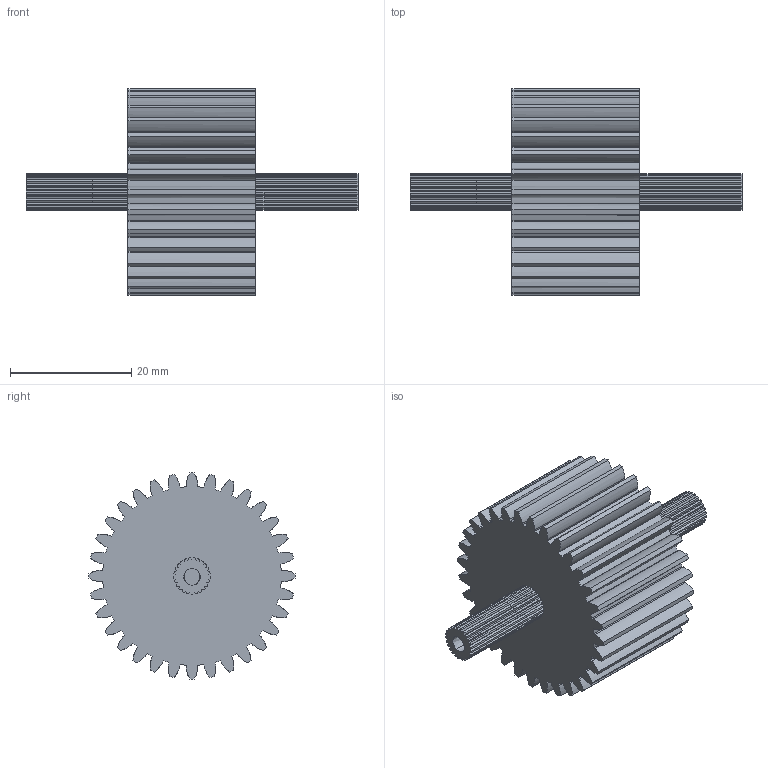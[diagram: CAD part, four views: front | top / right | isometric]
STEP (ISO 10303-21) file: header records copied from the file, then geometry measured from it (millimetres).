
FILE_DESCRIPTION(/* description */ (''),/* implementation_level */ '2;1');
FILE_NAME(/* name */ 'insert-motor-bot.step',/* time_stamp */ '2025-06-02T22:37:54-04:00',/* author */ (''),/* organization */ (''),/* preprocessor_version */ 'ST-DEVELOPER v20.1',/* originating_system */ 'Autodesk Translation Framework v14.10.0.0',/* authorisation */ '');
FILE_SCHEMA (('AUTOMOTIVE_DESIGN { 1 0 10303 214 3 1 1 }'));
Products named in the file (2): insert-2motor; Component2
Assembly tree (1 placements, depth 2):
  insert-2motor
    Component2
Bounding box: 54.77 x 34 x 34 mm (x, y, z)
Volume: 17376.6 mm3; surface area: 7164.2 mm2
Topology: 1 solids, 1 shells, 442 faces, 1291 edges, 855 vertices
Faces by surface type: cylinder 176, plane 170, bspline 96
Full cylindrical faces by diameter (mm): 2.52 x8
Entity records: 38385 total; most frequent: CARTESIAN_POINT 27243, ORIENTED_EDGE 2582, DIRECTION 2058, EDGE_CURVE 1291, VERTEX_POINT 855, LINE 806, VECTOR 806, AXIS2_PLACEMENT_3D 626
